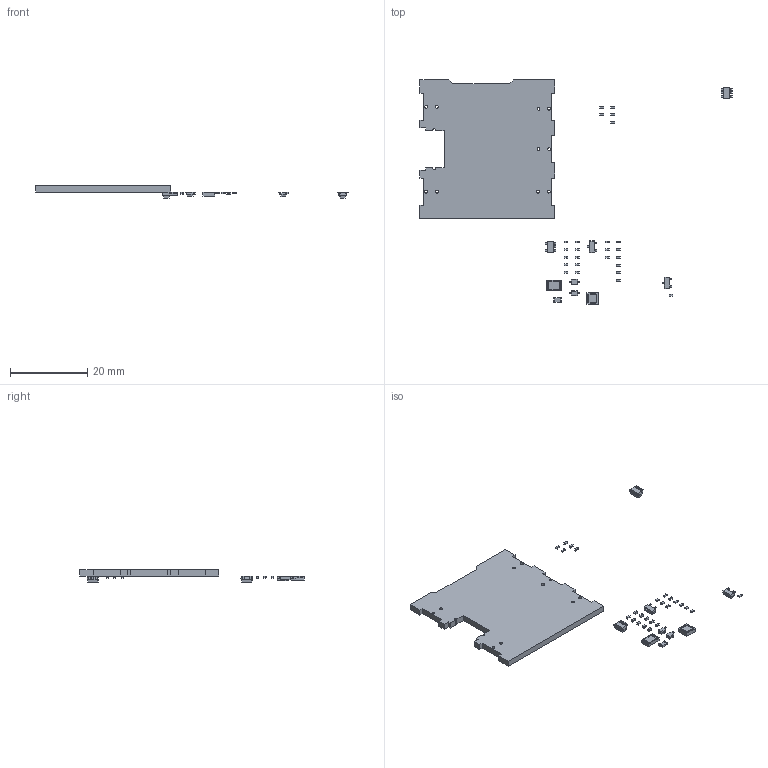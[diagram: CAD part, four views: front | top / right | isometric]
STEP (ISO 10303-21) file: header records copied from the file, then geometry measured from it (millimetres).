
FILE_DESCRIPTION(('KiCad electronic assembly'),'2;1');
FILE_NAME('Hardware.step','2024-08-12T20:37:12',('Pcbnew'),('Kicad'), 'Open CASCADE STEP processor 7.6','KiCad to STEP converter','Unknown' );
FILE_SCHEMA(('AUTOMOTIVE_DESIGN { 1 0 10303 214 1 1 1 1 }'));
Length unit declared in the file: millimetre
Products named in the file (20): Hardware 1; R_0402_1005Metric; SOLID; SOT-23-5; C_0402_1005Metric; D_SOD-323; SOT-23; Texas_S-PDSO-N12; R_0805_2012Metric; SOT-23-6; LGA-16_3x3mm_P0.5mm_LayoutBorder3x5y; PCB
Assembly tree (44 placements, depth 3):
  Hardware 1
    R_0402_1005Metric  x12
      SOLID
    SOT-23-5
      SOLID
    C_0402_1005Metric  x13
      SOLID
    D_SOD-323  x2
      SOLID
    SOT-23  x2
      SOLID
    Texas_S-PDSO-N12
      SOLID
    R_0805_2012Metric
      SOLID
    SOT-23-6
      SOLID
    LGA-16_3x3mm_P0.5mm_LayoutBorder3x5y
      SOLID
    PCB
Bounding box: 80.93 x 58.19 x 3.2 mm (x, y, z)
Volume: 1876.8 mm3; surface area: 2833 mm2
Topology: 35 solids, 35 shells, 1481 faces, 3795 edges, 2430 vertices
Faces by surface type: plane 948, cylinder 368, bspline 165
Full cylindrical faces by diameter (mm): 0.35 x1, 0.5 x1, 0.75 x10
Entity records: 50579 total; most frequent: CARTESIAN_POINT 8998, DIRECTION 6605, LINE 4737, VECTOR 4737, ORIENTED_EDGE 3694, PCURVE 3694, DEFINITIONAL_REPRESENTATION 3694, EDGE_CURVE 1847
